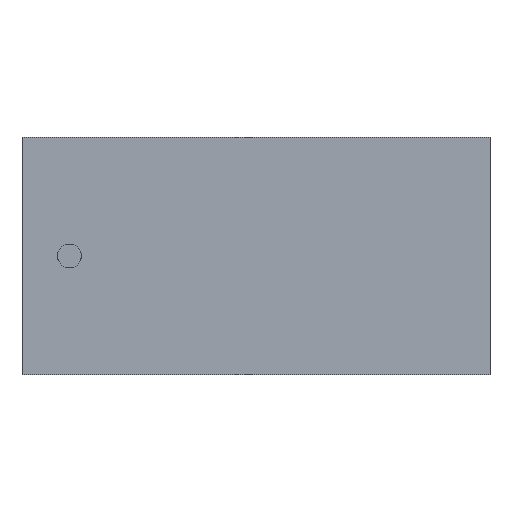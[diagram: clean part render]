
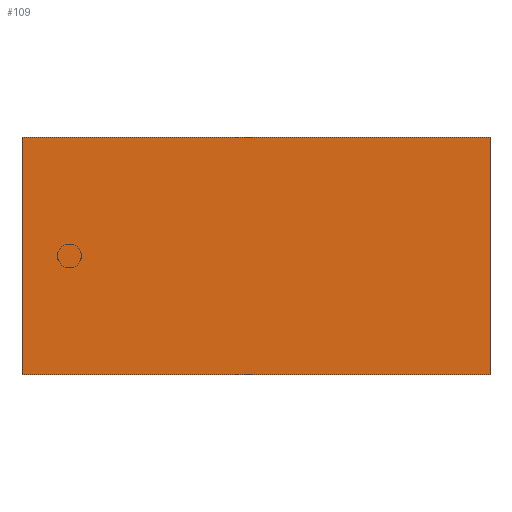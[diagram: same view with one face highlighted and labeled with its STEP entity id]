
A CAD part, top view. The second image highlights one B-rep face of the part: STEP entity #109.
In plain terms, the highlighted planar face has unit normal (0, 0, 1).
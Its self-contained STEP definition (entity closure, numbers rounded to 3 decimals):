
#61 = DIRECTION ( 'NONE',  ( 0., 0., 1. ) ) ;
#88 = CARTESIAN_POINT ( 'NONE',  ( 0.8, -0.406, 0.254 ) ) ;
#109 = ADVANCED_FACE ( 'NONE', ( #970 ), #553, .T. ) ;
#164 = VECTOR ( 'NONE', #592, 1000. ) ;
#175 = VECTOR ( 'NONE', #909, 1000. ) ;
#283 = LINE ( 'NONE', #407, #1227 ) ;
#309 = DIRECTION ( 'NONE',  ( -1., 0., 0. ) ) ;
#321 = EDGE_CURVE ( 'NONE', #669, #920, #283, .T. ) ;
#355 = EDGE_CURVE ( 'NONE', #1032, #893, #1120, .T. ) ;
#407 = CARTESIAN_POINT ( 'NONE',  ( -0.8, 0.406, 0.254 ) ) ;
#424 = ORIENTED_EDGE ( 'NONE', *, *, #355, .T. ) ;
#458 = LINE ( 'NONE', #675, #925 ) ;
#491 = LINE ( 'NONE', #1328, #164 ) ;
#553 = PLANE ( 'NONE',  #874 ) ;
#592 = DIRECTION ( 'NONE',  ( 0., 1., 0. ) ) ;
#645 = CARTESIAN_POINT ( 'NONE',  ( -0.8, -0.406, 0.254 ) ) ;
#661 = ORIENTED_EDGE ( 'NONE', *, *, #1066, .T. ) ;
#667 = DIRECTION ( 'NONE',  ( 1., 0., 0. ) ) ;
#669 = VERTEX_POINT ( 'NONE', #946 ) ;
#675 = CARTESIAN_POINT ( 'NONE',  ( -0.8, -0.406, 0.254 ) ) ;
#688 = ORIENTED_EDGE ( 'NONE', *, *, #321, .T. ) ;
#701 = ORIENTED_EDGE ( 'NONE', *, *, #1053, .T. ) ;
#854 = CARTESIAN_POINT ( 'NONE',  ( -0.8, -0.406, 0.254 ) ) ;
#863 = EDGE_LOOP ( 'NONE', ( #424, #661, #688, #701 ) ) ;
#874 = AXIS2_PLACEMENT_3D ( 'NONE', #854, #61, #667 ) ;
#893 = VERTEX_POINT ( 'NONE', #88 ) ;
#909 = DIRECTION ( 'NONE',  ( 1., 0., 0. ) ) ;
#920 = VERTEX_POINT ( 'NONE', #1207 ) ;
#925 = VECTOR ( 'NONE', #949, 1000. ) ;
#946 = CARTESIAN_POINT ( 'NONE',  ( 0.8, 0.406, 0.254 ) ) ;
#949 = DIRECTION ( 'NONE',  ( 0., -1., 0. ) ) ;
#970 = FACE_OUTER_BOUND ( 'NONE', #863, .T. ) ;
#1018 = CARTESIAN_POINT ( 'NONE',  ( -0.8, -0.406, 0.254 ) ) ;
#1032 = VERTEX_POINT ( 'NONE', #645 ) ;
#1053 = EDGE_CURVE ( 'NONE', #920, #1032, #458, .T. ) ;
#1066 = EDGE_CURVE ( 'NONE', #893, #669, #491, .T. ) ;
#1120 = LINE ( 'NONE', #1018, #175 ) ;
#1207 = CARTESIAN_POINT ( 'NONE',  ( -0.8, 0.406, 0.254 ) ) ;
#1227 = VECTOR ( 'NONE', #309, 1000. ) ;
#1328 = CARTESIAN_POINT ( 'NONE',  ( 0.8, -0.406, 0.254 ) ) ;
